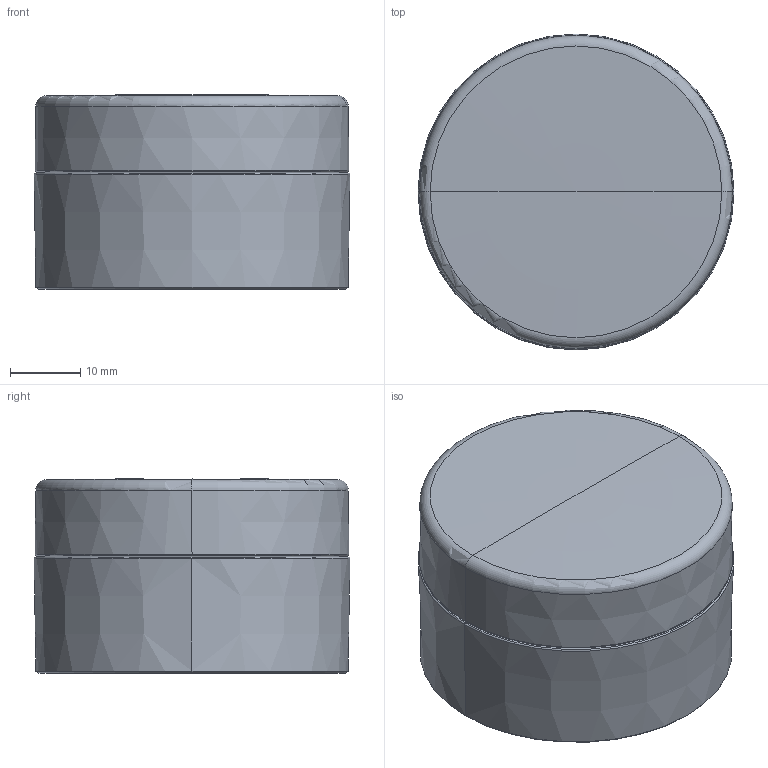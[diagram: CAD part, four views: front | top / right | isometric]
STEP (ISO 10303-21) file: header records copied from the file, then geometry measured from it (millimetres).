
FILE_DESCRIPTION (( 'STEP AP203' ), '1' );
FILE_NAME ('CP0010-LC-JAR.STEP', '2020-11-11T18:21:50', ( '' ), ( '' ), 'SwSTEP 2.0', 'SolidWorks 2020', '' );
FILE_SCHEMA (( 'CONFIG_CONTROL_DESIGN' ));
Length unit declared in the file: millimetre
Products named in the file (3): CP0010-LC-JAR; CP0010-LC-JAR.sldasm-Part-1; CP0010-LC-JAR.sldasm-Part-2
Assembly tree (2 placements, depth 2):
  CP0010-LC-JAR
    CP0010-LC-JAR.sldasm-Part-1
    CP0010-LC-JAR.sldasm-Part-2
Bounding box: 45.09 x 45.09 x 27.77 mm (x, y, z)
Volume: 12169.2 mm3; surface area: 16368.3 mm2
Topology: 2 solids, 2 shells, 86 faces, 187 edges, 108 vertices
Faces by surface type: torus 28, bspline 20, cone 16, cylinder 9, sphere 8, plane 5
Entity records: 12108 total; most frequent: CARTESIAN_POINT 10068, ORIENTED_EDGE 370, DIRECTION 366, EDGE_CURVE 185, AXIS2_PLACEMENT_3D 169, VERTEX_POINT 108, CIRCLE 98, EDGE_LOOP 91
